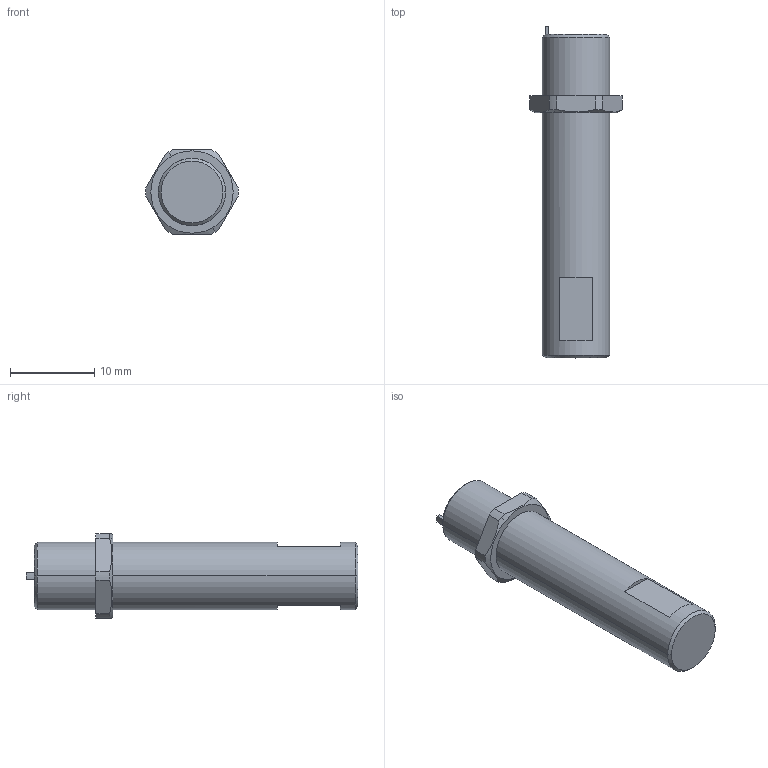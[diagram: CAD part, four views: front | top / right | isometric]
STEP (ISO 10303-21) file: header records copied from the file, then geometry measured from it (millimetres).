
FILE_DESCRIPTION (( 'STEP AP214' ), '1' );
FILE_NAME ('INGUN_110672.STEP', '2021-09-17T06:43:12', ( '' ), ( '' ), 'SwSTEP 2.0', 'SolidWorks 2018', '' );
FILE_SCHEMA (( 'AUTOMOTIVE_DESIGN' ));
Length unit declared in the file: millimetre
Products named in the file (1): INGUN_110672
Bounding box: 10.99 x 39.5 x 10 mm (x, y, z)
Volume: 1734.8 mm3; surface area: 1297.8 mm2
Topology: 1 solids, 1 shells, 39 faces, 93 edges, 60 vertices
Faces by surface type: plane 20, cylinder 13, cone 6
Entity records: 1395 total; most frequent: CARTESIAN_POINT 239, DIRECTION 208, ORIENTED_EDGE 186, EDGE_CURVE 93, AXIS2_PLACEMENT_3D 81, VERTEX_POINT 60, LINE 46, VECTOR 46
